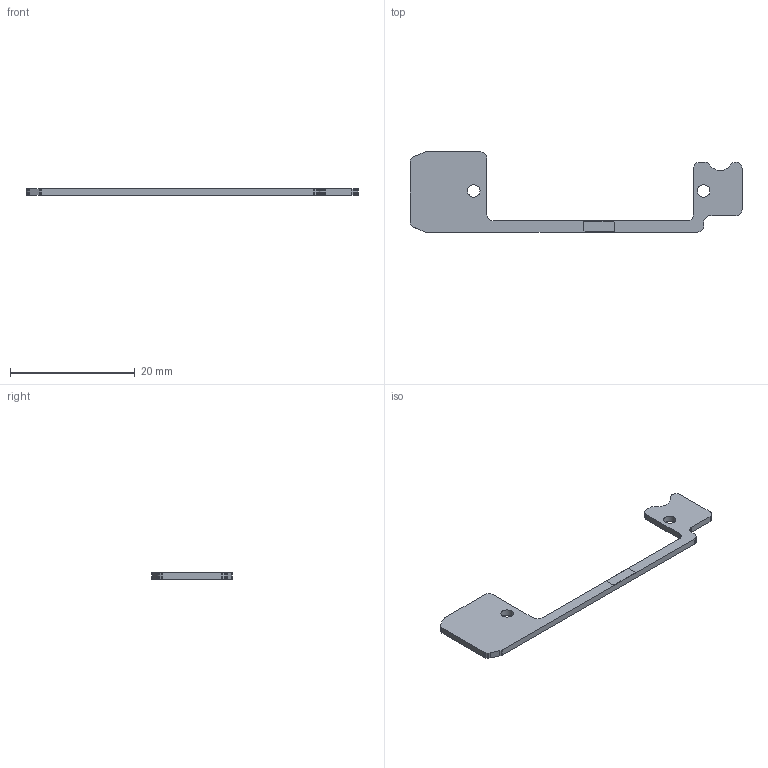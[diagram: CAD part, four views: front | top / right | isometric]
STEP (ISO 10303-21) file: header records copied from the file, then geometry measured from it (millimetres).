
FILE_DESCRIPTION(('Open CASCADE Model'),'2;1');
FILE_NAME('Open CASCADE Shape Model','2017-12-22T18:05:53',('Author'),( 'Open CASCADE'),'Open CASCADE STEP processor 6.8','Open CASCADE 6.8' ,'Unknown');
FILE_SCHEMA(('AUTOMOTIVE_DESIGN { 1 0 10303 214 1 1 1 1 }'));
Length unit declared in the file: millimetre
Products named in the file (1): PCB
Bounding box: 53.22 x 12.83 x 1.03 mm (x, y, z)
Volume: 279.4 mm3; surface area: 728.6 mm2
Topology: 2 solids, 2 shells, 111 faces, 321 edges, 214 vertices
Faces by surface type: plane 109, cylinder 2
Full cylindrical faces by diameter (mm): 2 x2
Entity records: 3612 total; most frequent: CARTESIAN_POINT 647, ORIENTED_EDGE 642, DIRECTION 549, EDGE_CURVE 321, LINE 317, VECTOR 317, VERTEX_POINT 214, AXIS2_PLACEMENT_3D 116
